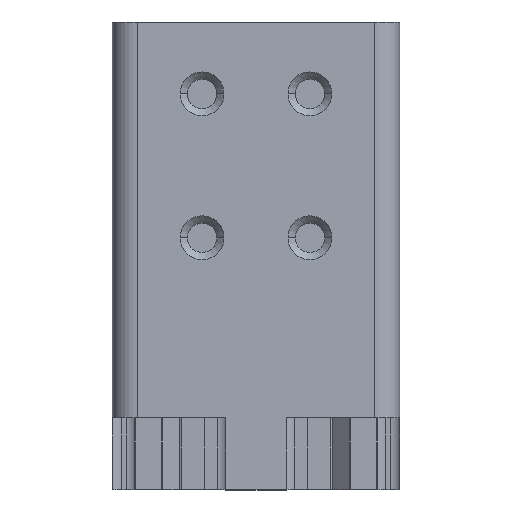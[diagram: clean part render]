
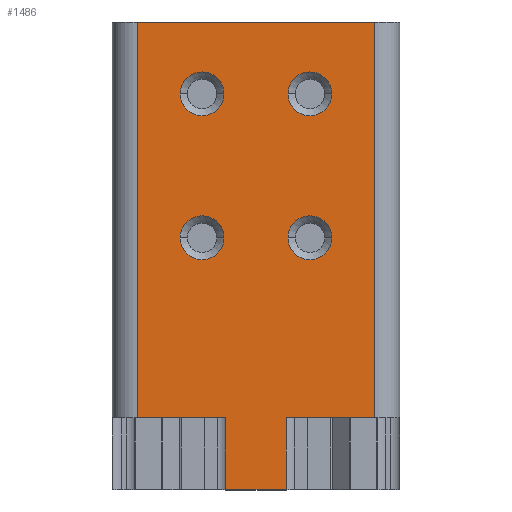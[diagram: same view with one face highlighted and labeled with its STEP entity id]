
A CAD part, top view. The second image highlights one B-rep face of the part: STEP entity #1486.
In plain terms, the highlighted planar face has unit normal (0, 0, 1).
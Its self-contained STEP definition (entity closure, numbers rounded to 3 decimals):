
#79 = ORIENTED_EDGE ( 'NONE', *, *, #2337, .T. ) ;
#109 = DIRECTION ( 'NONE',  ( 0., 0., -1. ) ) ;
#154 = LINE ( 'NONE', #4773, #6399 ) ;
#207 = AXIS2_PLACEMENT_3D ( 'NONE', #6345, #1757, #3796 ) ;
#341 = FACE_BOUND ( 'NONE', #3317, .T. ) ;
#365 = DIRECTION ( 'NONE',  ( 1., 0., 0. ) ) ;
#416 = ORIENTED_EDGE ( 'NONE', *, *, #5588, .F. ) ;
#499 = LINE ( 'NONE', #6097, #1890 ) ;
#631 = ORIENTED_EDGE ( 'NONE', *, *, #3371, .T. ) ;
#644 = EDGE_CURVE ( 'NONE', #3834, #5402, #1232, .T. ) ;
#652 = LINE ( 'NONE', #2703, #6605 ) ;
#669 = CARTESIAN_POINT ( 'NONE',  ( 40., -27.5, 20. ) ) ;
#676 = CARTESIAN_POINT ( 'NONE',  ( 15.55, 17.5, 20. ) ) ;
#751 = VERTEX_POINT ( 'NONE', #3401 ) ;
#844 = CARTESIAN_POINT ( 'NONE',  ( 27.5, -2.5, 20. ) ) ;
#1103 = CARTESIAN_POINT ( 'NONE',  ( 24.217, -27.5, 20. ) ) ;
#1109 = LINE ( 'NONE', #1523, #5344 ) ;
#1128 = EDGE_CURVE ( 'NONE', #5177, #4842, #1780, .T. ) ;
#1147 = VECTOR ( 'NONE', #5282, 1000. ) ;
#1165 = EDGE_CURVE ( 'NONE', #4298, #4007, #1392, .T. ) ;
#1166 = AXIS2_PLACEMENT_3D ( 'NONE', #4121, #109, #2057 ) ;
#1183 = CARTESIAN_POINT ( 'NONE',  ( 24.217, -37.5, 20. ) ) ;
#1232 = CIRCLE ( 'NONE', #5837, 3.05 ) ;
#1319 = CARTESIAN_POINT ( 'NONE',  ( 15.783, -37.5, 20. ) ) ;
#1392 = LINE ( 'NONE', #4492, #3372 ) ;
#1462 = AXIS2_PLACEMENT_3D ( 'NONE', #5980, #2945, #3347 ) ;
#1486 = ADVANCED_FACE ( 'NONE', ( #5780, #3991, #3924, #341, #5906 ), #6501, .T. ) ;
#1523 = CARTESIAN_POINT ( 'NONE',  ( 3.5, -27.5, 20. ) ) ;
#1599 = CIRCLE ( 'NONE', #1697, 3.05 ) ;
#1661 = ORIENTED_EDGE ( 'NONE', *, *, #1128, .T. ) ;
#1697 = AXIS2_PLACEMENT_3D ( 'NONE', #3008, #3038, #6073 ) ;
#1715 = CARTESIAN_POINT ( 'NONE',  ( 3.5, 27.5, 20. ) ) ;
#1757 = DIRECTION ( 'NONE',  ( 0., 0., -1. ) ) ;
#1780 = CIRCLE ( 'NONE', #1462, 3.05 ) ;
#1817 = AXIS2_PLACEMENT_3D ( 'NONE', #2680, #3728, #2252 ) ;
#1821 = EDGE_CURVE ( 'NONE', #2738, #5498, #6096, .T. ) ;
#1890 = VECTOR ( 'NONE', #2998, 1000. ) ;
#1922 = DIRECTION ( 'NONE',  ( 0., 0., 1. ) ) ;
#1953 = DIRECTION ( 'NONE',  ( 1., 0., 0. ) ) ;
#2057 = DIRECTION ( 'NONE',  ( 1., 0., 0. ) ) ;
#2131 = EDGE_LOOP ( 'NONE', ( #416, #631, #3263, #3517, #5506, #6473, #4490, #79 ) ) ;
#2198 = CARTESIAN_POINT ( 'NONE',  ( 9.45, -2.5, 20. ) ) ;
#2252 = DIRECTION ( 'NONE',  ( 1., 0., 0. ) ) ;
#2286 = VERTEX_POINT ( 'NONE', #1715 ) ;
#2337 = EDGE_CURVE ( 'NONE', #2986, #5792, #5781, .T. ) ;
#2338 = CARTESIAN_POINT ( 'NONE',  ( 3.5, -27.5, 20. ) ) ;
#2439 = VERTEX_POINT ( 'NONE', #1319 ) ;
#2543 = VECTOR ( 'NONE', #2619, 1000. ) ;
#2619 = DIRECTION ( 'NONE',  ( 0., 1., 0. ) ) ;
#2657 = VERTEX_POINT ( 'NONE', #2198 ) ;
#2662 = AXIS2_PLACEMENT_3D ( 'NONE', #6036, #1922, #1953 ) ;
#2680 = CARTESIAN_POINT ( 'NONE',  ( 27.5, 17.5, 20. ) ) ;
#2685 = DIRECTION ( 'NONE',  ( -1., 0., 0. ) ) ;
#2703 = CARTESIAN_POINT ( 'NONE',  ( 36.5, 0., 20. ) ) ;
#2738 = VERTEX_POINT ( 'NONE', #3669 ) ;
#2851 = ORIENTED_EDGE ( 'NONE', *, *, #5050, .T. ) ;
#2852 = AXIS2_PLACEMENT_3D ( 'NONE', #4742, #5860, #2893 ) ;
#2893 = DIRECTION ( 'NONE',  ( 1., 0., 0. ) ) ;
#2940 = EDGE_CURVE ( 'NONE', #2986, #2439, #499, .T. ) ;
#2945 = DIRECTION ( 'NONE',  ( 0., 0., -1. ) ) ;
#2968 = CARTESIAN_POINT ( 'NONE',  ( 30.55, -2.5, 20. ) ) ;
#2986 = VERTEX_POINT ( 'NONE', #6564 ) ;
#2998 = DIRECTION ( 'NONE',  ( -1., 0., 0. ) ) ;
#3008 = CARTESIAN_POINT ( 'NONE',  ( 12.5, -2.5, 20. ) ) ;
#3038 = DIRECTION ( 'NONE',  ( 0., 0., -1. ) ) ;
#3069 = CARTESIAN_POINT ( 'NONE',  ( 30.55, 17.5, 20. ) ) ;
#3112 = DIRECTION ( 'NONE',  ( 0., 1., 0. ) ) ;
#3166 = LINE ( 'NONE', #669, #1147 ) ;
#3263 = ORIENTED_EDGE ( 'NONE', *, *, #6216, .T. ) ;
#3291 = CARTESIAN_POINT ( 'NONE',  ( 36.5, 27.5, 20. ) ) ;
#3317 = EDGE_LOOP ( 'NONE', ( #1661, #3844 ) ) ;
#3347 = DIRECTION ( 'NONE',  ( 1., 0., 0. ) ) ;
#3363 = CARTESIAN_POINT ( 'NONE',  ( 27.5, -2.5, 20. ) ) ;
#3371 = EDGE_CURVE ( 'NONE', #5342, #4848, #652, .T. ) ;
#3372 = VECTOR ( 'NONE', #6549, 1000. ) ;
#3401 = CARTESIAN_POINT ( 'NONE',  ( 15.55, -2.5, 20. ) ) ;
#3517 = ORIENTED_EDGE ( 'NONE', *, *, #6537, .T. ) ;
#3609 = CARTESIAN_POINT ( 'NONE',  ( 24.45, -2.5, 20. ) ) ;
#3628 = LINE ( 'NONE', #3694, #2543 ) ;
#3669 = CARTESIAN_POINT ( 'NONE',  ( 24.45, 17.5, 20. ) ) ;
#3694 = CARTESIAN_POINT ( 'NONE',  ( 15.783, -37.5, 20. ) ) ;
#3728 = DIRECTION ( 'NONE',  ( 0., 0., -1. ) ) ;
#3737 = CARTESIAN_POINT ( 'NONE',  ( 15.783, -27.5, 20. ) ) ;
#3794 = CARTESIAN_POINT ( 'NONE',  ( 9.45, 17.5, 20. ) ) ;
#3796 = DIRECTION ( 'NONE',  ( 1., 0., 0. ) ) ;
#3825 = EDGE_LOOP ( 'NONE', ( #5129, #4728 ) ) ;
#3834 = VERTEX_POINT ( 'NONE', #3609 ) ;
#3844 = ORIENTED_EDGE ( 'NONE', *, *, #6497, .T. ) ;
#3852 = CARTESIAN_POINT ( 'NONE',  ( 36.5, -27.5, 20. ) ) ;
#3924 = FACE_BOUND ( 'NONE', #3825, .T. ) ;
#3991 = FACE_BOUND ( 'NONE', #4751, .T. ) ;
#4007 = VERTEX_POINT ( 'NONE', #2338 ) ;
#4086 = EDGE_CURVE ( 'NONE', #5402, #3834, #5552, .T. ) ;
#4121 = CARTESIAN_POINT ( 'NONE',  ( 12.5, 17.5, 20. ) ) ;
#4142 = AXIS2_PLACEMENT_3D ( 'NONE', #844, #4955, #365 ) ;
#4298 = VERTEX_POINT ( 'NONE', #3737 ) ;
#4490 = ORIENTED_EDGE ( 'NONE', *, *, #2940, .F. ) ;
#4492 = CARTESIAN_POINT ( 'NONE',  ( 40., -27.5, 20. ) ) ;
#4690 = DIRECTION ( 'NONE',  ( 0., -1., 0. ) ) ;
#4728 = ORIENTED_EDGE ( 'NONE', *, *, #1821, .T. ) ;
#4742 = CARTESIAN_POINT ( 'NONE',  ( 12.5, -2.5, 20. ) ) ;
#4751 = EDGE_LOOP ( 'NONE', ( #2851, #6594 ) ) ;
#4773 = CARTESIAN_POINT ( 'NONE',  ( 40., 27.5, 20. ) ) ;
#4842 = VERTEX_POINT ( 'NONE', #3794 ) ;
#4848 = VERTEX_POINT ( 'NONE', #3291 ) ;
#4955 = DIRECTION ( 'NONE',  ( 0., 0., -1. ) ) ;
#5050 = EDGE_CURVE ( 'NONE', #751, #2657, #1599, .T. ) ;
#5129 = ORIENTED_EDGE ( 'NONE', *, *, #6470, .T. ) ;
#5177 = VERTEX_POINT ( 'NONE', #676 ) ;
#5282 = DIRECTION ( 'NONE',  ( -1., 0., 0. ) ) ;
#5291 = VECTOR ( 'NONE', #3112, 1000. ) ;
#5342 = VERTEX_POINT ( 'NONE', #3852 ) ;
#5344 = VECTOR ( 'NONE', #4690, 1000. ) ;
#5401 = EDGE_LOOP ( 'NONE', ( #5669, #6508 ) ) ;
#5402 = VERTEX_POINT ( 'NONE', #2968 ) ;
#5424 = DIRECTION ( 'NONE',  ( 0., 0., -1. ) ) ;
#5498 = VERTEX_POINT ( 'NONE', #3069 ) ;
#5506 = ORIENTED_EDGE ( 'NONE', *, *, #1165, .F. ) ;
#5552 = CIRCLE ( 'NONE', #4142, 3.05 ) ;
#5588 = EDGE_CURVE ( 'NONE', #5342, #5792, #3166, .T. ) ;
#5669 = ORIENTED_EDGE ( 'NONE', *, *, #4086, .T. ) ;
#5762 = CIRCLE ( 'NONE', #2852, 3.05 ) ;
#5780 = FACE_BOUND ( 'NONE', #5401, .T. ) ;
#5781 = LINE ( 'NONE', #1183, #5291 ) ;
#5792 = VERTEX_POINT ( 'NONE', #1103 ) ;
#5837 = AXIS2_PLACEMENT_3D ( 'NONE', #3363, #5424, #5861 ) ;
#5860 = DIRECTION ( 'NONE',  ( 0., 0., -1. ) ) ;
#5861 = DIRECTION ( 'NONE',  ( 1., 0., 0. ) ) ;
#5883 = CIRCLE ( 'NONE', #207, 3.05 ) ;
#5906 = FACE_OUTER_BOUND ( 'NONE', #2131, .T. ) ;
#5920 = EDGE_CURVE ( 'NONE', #2657, #751, #5762, .T. ) ;
#5980 = CARTESIAN_POINT ( 'NONE',  ( 12.5, 17.5, 20. ) ) ;
#6036 = CARTESIAN_POINT ( 'NONE',  ( 40., 0., 20. ) ) ;
#6073 = DIRECTION ( 'NONE',  ( 1., 0., 0. ) ) ;
#6089 = CIRCLE ( 'NONE', #1166, 3.05 ) ;
#6096 = CIRCLE ( 'NONE', #1817, 3.05 ) ;
#6097 = CARTESIAN_POINT ( 'NONE',  ( 0., -37.5, 20. ) ) ;
#6216 = EDGE_CURVE ( 'NONE', #4848, #2286, #154, .T. ) ;
#6238 = DIRECTION ( 'NONE',  ( 0., 1., 0. ) ) ;
#6343 = EDGE_CURVE ( 'NONE', #2439, #4298, #3628, .T. ) ;
#6345 = CARTESIAN_POINT ( 'NONE',  ( 27.5, 17.5, 20. ) ) ;
#6399 = VECTOR ( 'NONE', #2685, 1000. ) ;
#6470 = EDGE_CURVE ( 'NONE', #5498, #2738, #5883, .T. ) ;
#6473 = ORIENTED_EDGE ( 'NONE', *, *, #6343, .F. ) ;
#6497 = EDGE_CURVE ( 'NONE', #4842, #5177, #6089, .T. ) ;
#6501 = PLANE ( 'NONE',  #2662 ) ;
#6508 = ORIENTED_EDGE ( 'NONE', *, *, #644, .T. ) ;
#6537 = EDGE_CURVE ( 'NONE', #2286, #4007, #1109, .T. ) ;
#6549 = DIRECTION ( 'NONE',  ( -1., 0., 0. ) ) ;
#6564 = CARTESIAN_POINT ( 'NONE',  ( 24.217, -37.5, 20. ) ) ;
#6594 = ORIENTED_EDGE ( 'NONE', *, *, #5920, .T. ) ;
#6605 = VECTOR ( 'NONE', #6238, 1000. ) ;
